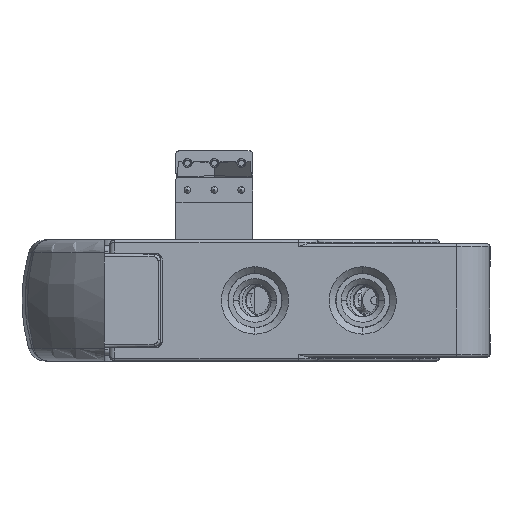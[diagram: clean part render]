
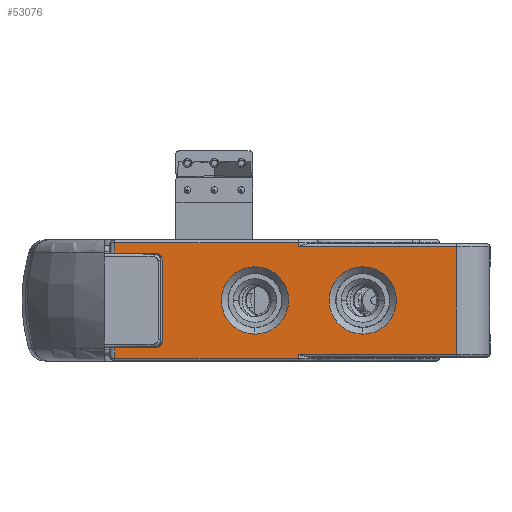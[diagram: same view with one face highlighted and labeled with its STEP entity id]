
A CAD part, left-side view. The second image highlights one B-rep face of the part: STEP entity #53076.
In plain terms, the highlighted planar face has unit normal (-1, 0, 0).
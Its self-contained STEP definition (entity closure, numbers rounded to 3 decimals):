
#45284=CARTESIAN_POINT('',(0.,18.7,0.));
#45285=DIRECTION('',(1.,0.,0.));
#45286=DIRECTION('',(0.,0.,-1.));
#45287=AXIS2_PLACEMENT_3D('',#45284,#45285,#45286);
#45289=CARTESIAN_POINT('',(0.,18.7,0.));
#45290=DIRECTION('',(1.,0.,0.));
#45291=DIRECTION('',(0.,0.,1.));
#45292=AXIS2_PLACEMENT_3D('',#45289,#45290,#45291);
#45294=CARTESIAN_POINT('',(0.,10.7,0.));
#45295=DIRECTION('',(1.,0.,0.));
#45296=DIRECTION('',(0.,0.,1.));
#45297=AXIS2_PLACEMENT_3D('',#45294,#45295,#45296);
#45299=CARTESIAN_POINT('',(0.,10.7,0.));
#45300=DIRECTION('',(1.,0.,0.));
#45301=DIRECTION('',(0.,0.,-1.));
#45302=AXIS2_PLACEMENT_3D('',#45299,#45300,#45301);
#45304=DIRECTION('',(0.,0.,-1.));
#45305=VECTOR('',#45304,0.783);
#45306=CARTESIAN_POINT('',(0.,29.1,
4.301));
#45307=LINE('',#45306,#45305);
#45308=DIRECTION('',(0.,1.,0.));
#45309=VECTOR('',#45308,13.6);
#45310=CARTESIAN_POINT('',(0.,15.5,4.3));
#45311=LINE('',#45310,#45309);
#45312=DIRECTION('',(0.,-1.,0.));
#45313=VECTOR('',#45312,11.742);
#45314=CARTESIAN_POINT('',(0.,15.5,4.));
#45315=LINE('',#45314,#45313);
#45316=DIRECTION('',(0.,-1.,0.));
#45317=VECTOR('',#45316,11.742);
#45318=CARTESIAN_POINT('',(0.,15.5,-4.));
#45319=LINE('',#45318,#45317);
#45320=DIRECTION('',(0.,-1.,0.));
#45321=VECTOR('',#45320,13.6);
#45322=CARTESIAN_POINT('',(0.,29.1,
-4.3));
#45323=LINE('',#45322,#45321);
#45324=DIRECTION('',(0.,0.,-1.));
#45325=VECTOR('',#45324,0.782);
#45326=CARTESIAN_POINT('',(0.,29.1,-3.518));
#45327=LINE('',#45326,#45325);
#45328=DIRECTION('',(0.,-1.,0.));
#45329=VECTOR('',#45328,3.);
#45330=CARTESIAN_POINT('',(0.,29.1,-3.518));
#45331=LINE('',#45330,#45329);
#45332=DIRECTION('',(0.,0.,1.));
#45333=VECTOR('',#45332,6.);
#45334=CARTESIAN_POINT('',(0.,25.582,-3.));
#45335=LINE('',#45334,#45333);
#45336=DIRECTION('',(0.,-1.,0.));
#45337=VECTOR('',#45336,3.);
#45338=CARTESIAN_POINT('',(0.,29.1,3.518));
#45339=LINE('',#45338,#45337);
#45395=CARTESIAN_POINT('',(0.,29.1,3.518));
#46000=CARTESIAN_POINT('',(0.,26.1,3.));
#46001=DIRECTION('',(1.,0.,0.));
#46002=DIRECTION('',(0.,0.,1.));
#46003=AXIS2_PLACEMENT_3D('',#46000,#46001,#46002);
#46013=CARTESIAN_POINT('',(0.,26.1,-3.));
#46014=DIRECTION('',(1.,0.,0.));
#46015=DIRECTION('',(0.,-1.,0.));
#46016=AXIS2_PLACEMENT_3D('',#46013,#46014,#46015);
#46031=CARTESIAN_POINT('',(0.,29.1,-3.518));
#46123=DIRECTION('',(0.,0.,1.));
#46124=VECTOR('',#46123,0.3);
#46125=CARTESIAN_POINT('',(0.,15.5,-4.3));
#46126=LINE('',#46125,#46124);
#46465=DIRECTION('',(0.,0.,1.));
#46466=VECTOR('',#46465,0.3);
#46467=CARTESIAN_POINT('',(0.,15.5,4.));
#46468=LINE('',#46467,#46466);
#48570=DIRECTION('',(0.,0.,1.));
#48571=VECTOR('',#48570,8.);
#48572=CARTESIAN_POINT('',(0.,3.758,-4.));
#48573=LINE('',#48572,#48571);
#49182=CARTESIAN_POINT('',(0.,18.7,-2.5));
#49183=CARTESIAN_POINT('',(0.,18.7,2.5));
#49184=VERTEX_POINT('',#49182);
#49185=VERTEX_POINT('',#49183);
#49186=CARTESIAN_POINT('',(0.,10.7,2.5));
#49187=CARTESIAN_POINT('',(0.,10.7,-2.5));
#49188=VERTEX_POINT('',#49186);
#49189=VERTEX_POINT('',#49187);
#49426=CARTESIAN_POINT('',(0.,15.5,4.));
#49427=CARTESIAN_POINT('',(0.,3.758,4.));
#49428=VERTEX_POINT('',#49426);
#49429=VERTEX_POINT('',#49427);
#49440=CARTESIAN_POINT('',(0.,3.758,-4.));
#49442=VERTEX_POINT('',#49440);
#49444=CARTESIAN_POINT('',(0.,15.5,-4.));
#49445=VERTEX_POINT('',#49444);
#49685=CARTESIAN_POINT('',(0.,15.5,-4.3));
#49686=VERTEX_POINT('',#49685);
#49690=CARTESIAN_POINT('',(0.,15.5,4.3));
#49692=VERTEX_POINT('',#49690);
#49785=CARTESIAN_POINT('',(0.,29.1,
4.302));
#49786=VERTEX_POINT('',#49785);
#49825=CARTESIAN_POINT('',(0.,29.1,
-4.3));
#49826=VERTEX_POINT('',#49825);
#50549=CARTESIAN_POINT('',(0.,25.582,-3.));
#50550=CARTESIAN_POINT('',(0.,25.582,3.));
#50551=VERTEX_POINT('',#50549);
#50552=VERTEX_POINT('',#50550);
#50553=CARTESIAN_POINT('',(0.,26.1,-3.518));
#50554=VERTEX_POINT('',#50553);
#50555=CARTESIAN_POINT('',(0.,26.1,3.518));
#50556=VERTEX_POINT('',#50555);
#50561=VERTEX_POINT('',#45395);
#50564=VERTEX_POINT('',#46031);
#53030=CARTESIAN_POINT('',(0.,29.5,-4.5));
#53031=DIRECTION('',(-1.,0.,0.));
#53032=DIRECTION('',(0.,-1.,0.));
#53033=AXIS2_PLACEMENT_3D('',#53030,#53031,#53032);
#53034=PLANE('',#53033);
#53036=ORIENTED_EDGE('',*,*,#53035,.F.);
#53038=ORIENTED_EDGE('',*,*,#53037,.F.);
#53040=ORIENTED_EDGE('',*,*,#53039,.F.);
#53042=ORIENTED_EDGE('',*,*,#53041,.T.);
#53044=ORIENTED_EDGE('',*,*,#53043,.F.);
#53046=ORIENTED_EDGE('',*,*,#53045,.F.);
#53048=ORIENTED_EDGE('',*,*,#53047,.F.);
#53050=ORIENTED_EDGE('',*,*,#53049,.F.);
#53052=ORIENTED_EDGE('',*,*,#53051,.F.);
#53054=ORIENTED_EDGE('',*,*,#53053,.T.);
#53056=ORIENTED_EDGE('',*,*,#53055,.F.);
#53058=ORIENTED_EDGE('',*,*,#53057,.T.);
#53060=ORIENTED_EDGE('',*,*,#53059,.F.);
#53062=ORIENTED_EDGE('',*,*,#53061,.F.);
#53063=EDGE_LOOP('',(#53036,#53038,#53040,#53042,#53044,#53046,#53048,#53050,
#53052,#53054,#53056,#53058,#53060,#53062));
#53064=FACE_OUTER_BOUND('',#53063,.F.);
#53066=ORIENTED_EDGE('',*,*,#53065,.F.);
#53068=ORIENTED_EDGE('',*,*,#53067,.F.);
#53069=EDGE_LOOP('',(#53066,#53068));
#53070=FACE_BOUND('',#53069,.F.);
#53071=ORIENTED_EDGE('',*,*,#53020,.F.);
#53073=ORIENTED_EDGE('',*,*,#53072,.F.);
#53074=EDGE_LOOP('',(#53071,#53073));
#53075=FACE_BOUND('',#53074,.F.);
#53076=ADVANCED_FACE('',(#53064,#53070,#53075),#53034,.T.);
#45288=CIRCLE('',#45287,2.5);
#45293=CIRCLE('',#45292,2.5);
#45298=CIRCLE('',#45297,2.5);
#45303=CIRCLE('',#45302,2.5);
#46004=CIRCLE('',#46003,0.518);
#46017=CIRCLE('',#46016,0.518);
#53020=EDGE_CURVE('',#49188,#49189,#45298,.T.);
#53035=EDGE_CURVE('',#49786,#50561,#45307,.T.);
#53037=EDGE_CURVE('',#49692,#49786,#45311,.T.);
#53039=EDGE_CURVE('',#49428,#49692,#46468,.T.);
#53041=EDGE_CURVE('',#49428,#49429,#45315,.T.);
#53043=EDGE_CURVE('',#49442,#49429,#48573,.T.);
#53045=EDGE_CURVE('',#49445,#49442,#45319,.T.);
#53047=EDGE_CURVE('',#49686,#49445,#46126,.T.);
#53049=EDGE_CURVE('',#49826,#49686,#45323,.T.);
#53051=EDGE_CURVE('',#50564,#49826,#45327,.T.);
#53053=EDGE_CURVE('',#50564,#50554,#45331,.T.);
#53055=EDGE_CURVE('',#50551,#50554,#46017,.T.);
#53057=EDGE_CURVE('',#50551,#50552,#45335,.T.);
#53059=EDGE_CURVE('',#50556,#50552,#46004,.T.);
#53061=EDGE_CURVE('',#50561,#50556,#45339,.T.);
#53065=EDGE_CURVE('',#49184,#49185,#45288,.T.);
#53067=EDGE_CURVE('',#49185,#49184,#45293,.T.);
#53072=EDGE_CURVE('',#49189,#49188,#45303,.T.);
